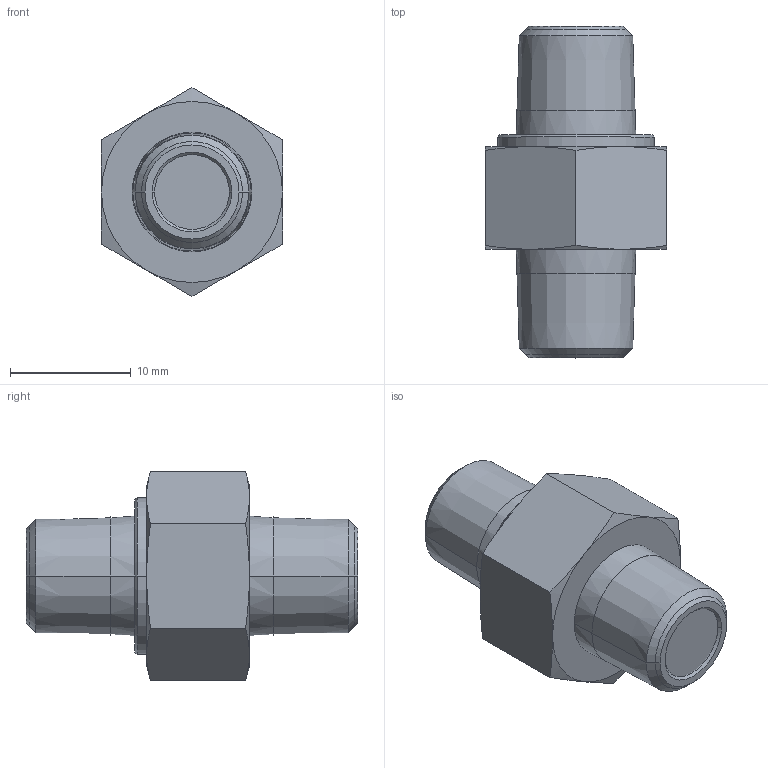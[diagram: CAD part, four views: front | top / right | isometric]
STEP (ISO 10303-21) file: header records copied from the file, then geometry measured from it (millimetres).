
FILE_DESCRIPTION((''),'2;1');
FILE_NAME('319903B_230M-1-8K','2010-12-06T',('avs308'),(''),'PRO/ENGINEER BY PARAMETRIC TECHNOLOGY CORPORATION, 2010330','PRO/ENGINEER BY PARAMETRIC TECHNOLOGY CORPORATION, 2010330','');
FILE_SCHEMA(('CONFIG_CONTROL_DESIGN'));
Length unit declared in the file: millimetre
Products named in the file (1): 319903B_230M-1-8K
Bounding box: 15 x 27.5 x 17.32 mm (x, y, z)
Volume: 2370.9 mm3; surface area: 2309.7 mm2
Topology: 1 solids, 3 shells, 69 faces, 162 edges, 102 vertices
Faces by surface type: cone 32, plane 27, cylinder 10
Entity records: 2127 total; most frequent: CARTESIAN_POINT 534, DIRECTION 320, ORIENTED_EDGE 320, EDGE_CURVE 162, AXIS2_PLACEMENT_3D 136, VERTEX_POINT 102, EDGE_LOOP 76, FACE_OUTER_BOUND 69
